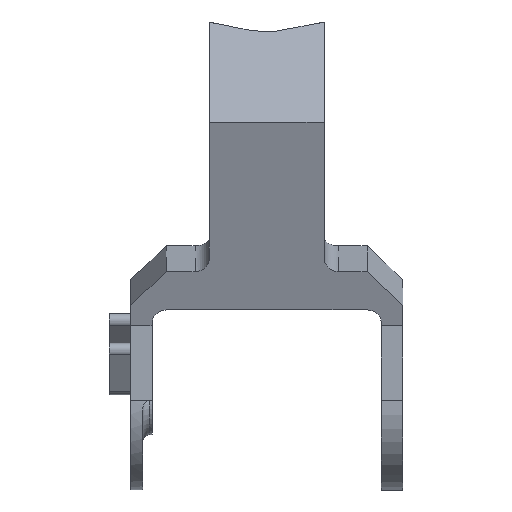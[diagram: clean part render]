
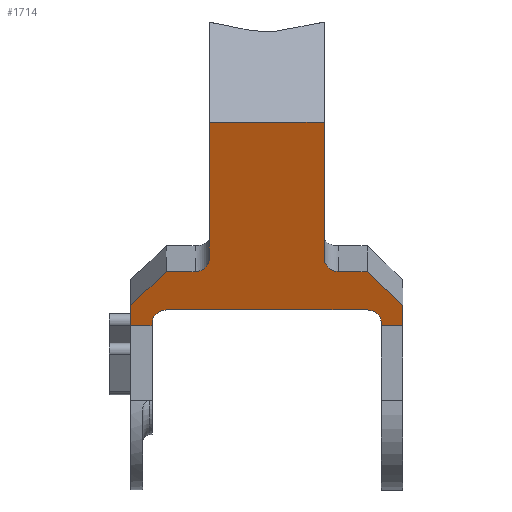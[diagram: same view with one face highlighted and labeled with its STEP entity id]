
A CAD part, left-side view. The second image highlights one B-rep face of the part: STEP entity #1714.
In plain terms, the highlighted planar face has unit normal (-0.945, 0, -0.326).
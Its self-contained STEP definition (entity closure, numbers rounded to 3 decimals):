
#47=PLANE('',#1857);
#85=FACE_OUTER_BOUND('',#183,.T.);
#183=EDGE_LOOP('',(#1232,#1233,#1234,#1235,#1236,#1237,#1238,#1239,#1240,
#1241,#1242,#1243,#1244,#1245,#1246,#1247,#1248,#1249));
#267=CIRCLE('',#1806,2.);
#268=CIRCLE('',#1810,2.);
#269=CIRCLE('',#1813,2.);
#272=CIRCLE('',#1818,2.);
#392=LINE('',#2612,#530);
#395=LINE('',#2624,#533);
#402=LINE('',#2813,#540);
#408=LINE('',#2830,#546);
#413=LINE('',#2883,#551);
#429=LINE('',#2926,#567);
#432=LINE('',#2930,#570);
#436=LINE('',#2961,#574);
#437=LINE('',#2963,#575);
#438=LINE('',#2966,#576);
#439=LINE('',#2967,#577);
#440=LINE('',#2969,#578);
#441=LINE('',#2971,#579);
#442=LINE('',#2972,#580);
#530=VECTOR('',#2035,10.);
#533=VECTOR('',#2046,10.);
#540=VECTOR('',#2061,10.);
#546=VECTOR('',#2075,10.);
#551=VECTOR('',#2126,10.);
#567=VECTOR('',#2158,10.);
#570=VECTOR('',#2163,10.);
#574=VECTOR('',#2175,10.);
#575=VECTOR('',#2178,10.);
#576=VECTOR('',#2181,10.);
#577=VECTOR('',#2182,10.);
#578=VECTOR('',#2183,10.);
#579=VECTOR('',#2184,10.);
#580=VECTOR('',#2185,10.);
#667=VERTEX_POINT('',#2594);
#668=VERTEX_POINT('',#2596);
#673=VERTEX_POINT('',#2610);
#676=VERTEX_POINT('',#2617);
#677=VERTEX_POINT('',#2619);
#678=VERTEX_POINT('',#2623);
#683=VERTEX_POINT('',#2803);
#684=VERTEX_POINT('',#2804);
#687=VERTEX_POINT('',#2812);
#690=VERTEX_POINT('',#2820);
#693=VERTEX_POINT('',#2827);
#694=VERTEX_POINT('',#2829);
#719=VERTEX_POINT('',#2881);
#737=VERTEX_POINT('',#2924);
#738=VERTEX_POINT('',#2925);
#739=VERTEX_POINT('',#2965);
#740=VERTEX_POINT('',#2968);
#741=VERTEX_POINT('',#2970);
#842=EDGE_CURVE('',#667,#668,#267,.T.);
#849=EDGE_CURVE('',#667,#673,#392,.T.);
#852=EDGE_CURVE('',#676,#677,#268,.T.);
#854=EDGE_CURVE('',#678,#677,#395,.T.);
#860=EDGE_CURVE('',#683,#684,#269,.T.);
#864=EDGE_CURVE('',#684,#687,#402,.T.);
#868=EDGE_CURVE('',#687,#690,#272,.T.);
#872=EDGE_CURVE('',#693,#694,#408,.T.);
#899=EDGE_CURVE('',#719,#693,#413,.T.);
#921=EDGE_CURVE('',#737,#738,#429,.T.);
#924=EDGE_CURVE('',#737,#668,#432,.T.);
#930=EDGE_CURVE('',#678,#673,#436,.T.);
#931=EDGE_CURVE('',#676,#694,#437,.T.);
#932=EDGE_CURVE('',#739,#719,#438,.T.);
#933=EDGE_CURVE('',#739,#690,#439,.T.);
#934=EDGE_CURVE('',#740,#683,#440,.T.);
#935=EDGE_CURVE('',#741,#740,#441,.T.);
#936=EDGE_CURVE('',#741,#738,#442,.T.);
#1232=ORIENTED_EDGE('',*,*,#872,.F.);
#1233=ORIENTED_EDGE('',*,*,#899,.F.);
#1234=ORIENTED_EDGE('',*,*,#932,.F.);
#1235=ORIENTED_EDGE('',*,*,#933,.T.);
#1236=ORIENTED_EDGE('',*,*,#868,.F.);
#1237=ORIENTED_EDGE('',*,*,#864,.F.);
#1238=ORIENTED_EDGE('',*,*,#860,.F.);
#1239=ORIENTED_EDGE('',*,*,#934,.F.);
#1240=ORIENTED_EDGE('',*,*,#935,.F.);
#1241=ORIENTED_EDGE('',*,*,#936,.T.);
#1242=ORIENTED_EDGE('',*,*,#921,.F.);
#1243=ORIENTED_EDGE('',*,*,#924,.T.);
#1244=ORIENTED_EDGE('',*,*,#842,.F.);
#1245=ORIENTED_EDGE('',*,*,#849,.T.);
#1246=ORIENTED_EDGE('',*,*,#930,.F.);
#1247=ORIENTED_EDGE('',*,*,#854,.T.);
#1248=ORIENTED_EDGE('',*,*,#852,.F.);
#1249=ORIENTED_EDGE('',*,*,#931,.T.);
#1714=ADVANCED_FACE('',(#85),#47,.T.);
#1806=AXIS2_PLACEMENT_3D('',#2597,#2026,#2027);
#1810=AXIS2_PLACEMENT_3D('',#2620,#2041,#2042);
#1813=AXIS2_PLACEMENT_3D('',#2805,#2053,#2054);
#1818=AXIS2_PLACEMENT_3D('',#2821,#2068,#2069);
#1857=AXIS2_PLACEMENT_3D('',#2964,#2179,#2180);
#2026=DIRECTION('center_axis',(-0.945,0.,
-0.326));
#2027=DIRECTION('ref_axis',(0.23,0.707,-0.669));
#2035=DIRECTION('',(-0.326,0.,0.945));
#2041=DIRECTION('center_axis',(-0.945,0.,
-0.326));
#2042=DIRECTION('ref_axis',(0.23,-0.707,-0.669));
#2046=DIRECTION('',(0.326,0.,-0.945));
#2053=DIRECTION('center_axis',(-0.945,0.,
-0.326));
#2054=DIRECTION('ref_axis',(-0.23,-0.707,0.669));
#2061=DIRECTION('',(0.,1.,0.));
#2068=DIRECTION('center_axis',(-0.945,0.,
-0.326));
#2069=DIRECTION('ref_axis',(-0.23,0.707,0.669));
#2075=DIRECTION('',(-0.23,-0.707,0.669));
#2126=DIRECTION('',(-0.326,0.,0.945));
#2158=DIRECTION('',(0.23,-0.707,-0.669));
#2163=DIRECTION('',(0.,1.,0.));
#2175=DIRECTION('',(0.,-1.,0.));
#2178=DIRECTION('',(0.,1.,0.));
#2179=DIRECTION('center_axis',(-0.945,0.,
-0.326));
#2180=DIRECTION('ref_axis',(0.,-1.,0.));
#2181=DIRECTION('',(0.,1.,0.));
#2182=DIRECTION('',(-0.326,0.,0.945));
#2183=DIRECTION('',(-0.326,0.,0.945));
#2184=DIRECTION('',(0.,1.,0.));
#2185=DIRECTION('',(-0.326,0.,0.945));
#2594=CARTESIAN_POINT('',(-4.752,7.9,29.748));
#2596=CARTESIAN_POINT('',(-4.1,5.9,27.858));
#2597=CARTESIAN_POINT('Origin',(-4.752,5.9,29.748));
#2610=CARTESIAN_POINT('',(-11.27,7.9,48.657));
#2612=CARTESIAN_POINT('',(-5.404,7.9,31.639));
#2617=CARTESIAN_POINT('',(-4.1,25.9,27.858));
#2619=CARTESIAN_POINT('',(-4.752,23.9,29.748));
#2620=CARTESIAN_POINT('Origin',(-4.752,25.9,29.748));
#2623=CARTESIAN_POINT('',(-11.27,23.9,48.657));
#2624=CARTESIAN_POINT('',(-5.404,23.9,31.639));
#2803=CARTESIAN_POINT('',(-1.604,-0.1,20.616));
#2804=CARTESIAN_POINT('',(-2.256,1.9,22.507));
#2805=CARTESIAN_POINT('Origin',(-1.604,1.9,20.616));
#2812=CARTESIAN_POINT('',(-2.256,29.9,22.507));
#2813=CARTESIAN_POINT('',(-2.256,23.9,22.507));
#2820=CARTESIAN_POINT('',(-1.604,31.9,20.616));
#2821=CARTESIAN_POINT('Origin',(-1.604,29.9,20.616));
#2827=CARTESIAN_POINT('',(-2.471,34.9,23.131));
#2829=CARTESIAN_POINT('',(-4.1,29.9,27.858));
#2830=CARTESIAN_POINT('',(-2.634,34.4,23.603));
#2881=CARTESIAN_POINT('',(-1.493,34.9,20.294));
#2883=CARTESIAN_POINT('',(-1.493,34.9,20.294));
#2924=CARTESIAN_POINT('',(-4.1,1.9,27.858));
#2925=CARTESIAN_POINT('',(-2.471,-3.1,23.131));
#2926=CARTESIAN_POINT('',(-5.73,6.9,32.585));
#2930=CARTESIAN_POINT('',(-4.1,15.9,27.858));
#2961=CARTESIAN_POINT('',(-11.27,34.9,48.657));
#2963=CARTESIAN_POINT('',(-4.1,34.9,27.858));
#2964=CARTESIAN_POINT('Origin',(-1.493,34.9,20.294));
#2965=CARTESIAN_POINT('',(-1.493,31.9,20.294));
#2966=CARTESIAN_POINT('',(-1.493,33.4,20.294));
#2967=CARTESIAN_POINT('',(-1.493,31.9,20.294));
#2968=CARTESIAN_POINT('',(-1.493,-0.1,20.294));
#2969=CARTESIAN_POINT('',(-1.493,-0.1,20.294));
#2970=CARTESIAN_POINT('',(-1.493,-3.1,20.294));
#2971=CARTESIAN_POINT('',(-1.493,33.4,20.294));
#2972=CARTESIAN_POINT('',(-1.493,-3.1,20.294));
